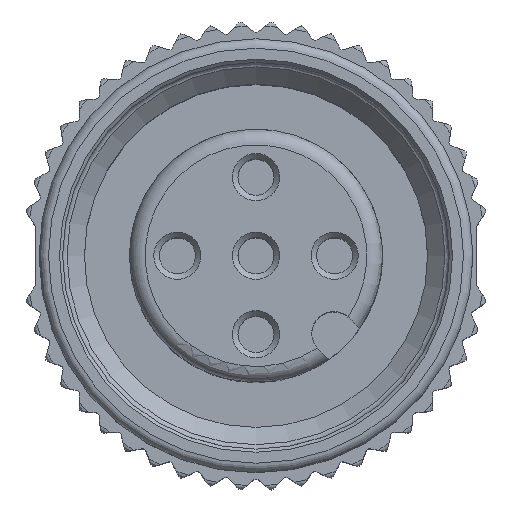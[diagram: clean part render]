
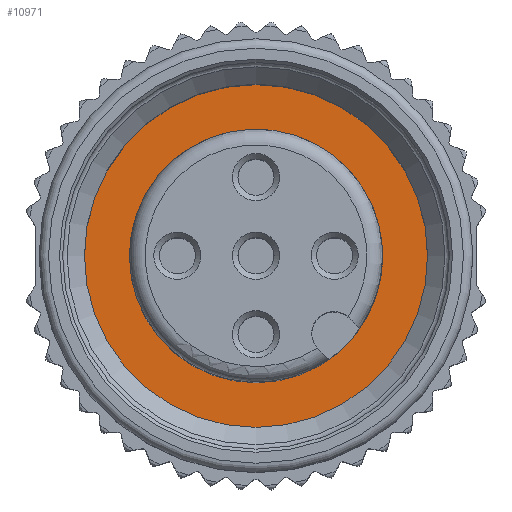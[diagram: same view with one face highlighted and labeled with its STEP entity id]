
A CAD part, top view. The second image highlights one B-rep face of the part: STEP entity #10971.
In plain terms, the highlighted planar face has unit normal (0, 0, 1).
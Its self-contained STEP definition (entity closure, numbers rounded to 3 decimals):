
#532=PLANE('',#11744);
#2821=ORIENTED_EDGE('',*,*,#5085,.F.);
#2822=ORIENTED_EDGE('',*,*,#5081,.T.);
#5081=EDGE_CURVE('',#6110,#6110,#6470,.T.);
#5085=EDGE_CURVE('',#6113,#6113,#6472,.T.);
#6110=VERTEX_POINT('',#17296);
#6113=VERTEX_POINT('',#17304);
#6470=CIRCLE('',#11742,4.025);
#6472=CIRCLE('',#11745,5.459);
#6678=EDGE_LOOP('',(#2821));
#6679=EDGE_LOOP('',(#2822));
#7165=FACE_BOUND('',#6678,.T.);
#7166=FACE_BOUND('',#6679,.T.);
#10971=ADVANCED_FACE('',(#7165,#7166),#532,.F.);
#11742=AXIS2_PLACEMENT_3D('',#17295,#13320,#13321);
#11744=AXIS2_PLACEMENT_3D('',#17302,#13326,#13327);
#11745=AXIS2_PLACEMENT_3D('',#17303,#13328,#13329);
#13320=DIRECTION('',(0.,0.,-1.));
#13321=DIRECTION('',(-1.,0.,0.));
#13326=DIRECTION('',(0.,0.,-1.));
#13327=DIRECTION('',(-1.,0.,0.));
#13328=DIRECTION('',(0.,0.,-1.));
#13329=DIRECTION('',(-1.,0.,0.));
#17295=CARTESIAN_POINT('',(0.,0.,-10.3));
#17296=CARTESIAN_POINT('',(-4.025,0.,-10.3));
#17302=CARTESIAN_POINT('',(0.,4.025,-10.3));
#17303=CARTESIAN_POINT('',(0.,0.,-10.3));
#17304=CARTESIAN_POINT('',(-5.459,0.,-10.3));
